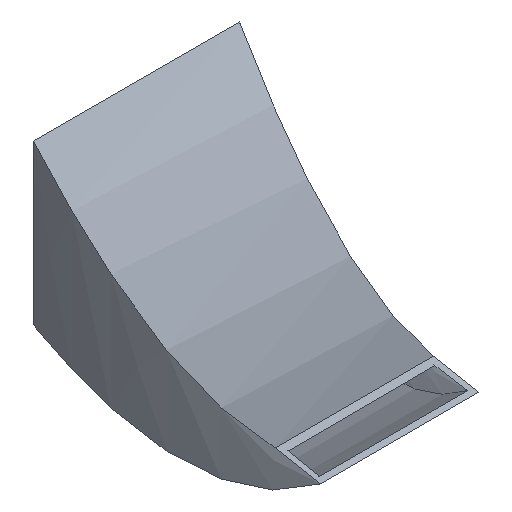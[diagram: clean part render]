
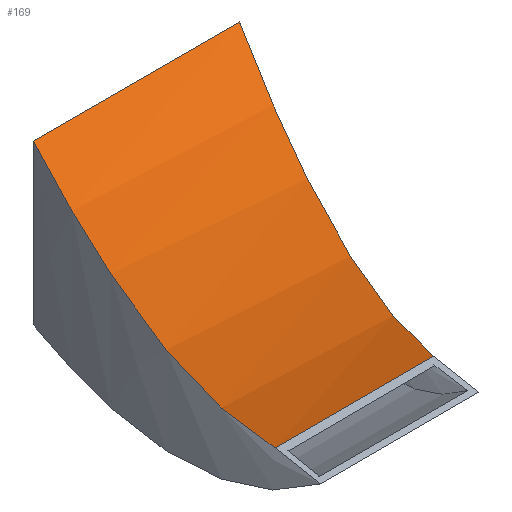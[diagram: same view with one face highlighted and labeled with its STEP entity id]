
A CAD part, isometric view. The second image highlights one B-rep face of the part: STEP entity #169.
In plain terms, the highlighted free-form (B-spline) face has degree [1, 7] with [2, 8] control points.
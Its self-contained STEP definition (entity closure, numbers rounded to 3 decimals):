
#21 = EDGE_CURVE('',#22,#24,#26,.T.);
#22 = VERTEX_POINT('',#23);
#23 = CARTESIAN_POINT('',(19.122,-15.506,
    -13.063));
#24 = VERTEX_POINT('',#25);
#25 = CARTESIAN_POINT('',(45.091,31.163,
    -18.462));
#26 = B_SPLINE_CURVE_WITH_KNOTS('',7,(#27,#28,#29,#30,#31,#32,#33,#34),
  .UNSPECIFIED.,.F.,.F.,(8,8),(4.196,4.828),
  .PIECEWISE_BEZIER_KNOTS.);
#27 = CARTESIAN_POINT('',(19.122,-15.506,
    -13.063));
#28 = CARTESIAN_POINT('',(22.67,-9.202,-16.137)
  );
#29 = CARTESIAN_POINT('',(26.335,-2.635,
    -18.473));
#30 = CARTESIAN_POINT('',(30.081,4.112,-20.039
    ));
#31 = CARTESIAN_POINT('',(33.868,10.952,
    -20.817));
#32 = CARTESIAN_POINT('',(37.658,17.798,
    -20.804));
#33 = CARTESIAN_POINT('',(41.411,24.563,
    -20.01));
#34 = CARTESIAN_POINT('',(45.091,31.163,
    -18.462));
#129 = VERTEX_POINT('',#130);
#130 = CARTESIAN_POINT('',(2.189,-15.53,
    -13.078));
#135 = EDGE_CURVE('',#129,#136,#138,.T.);
#136 = VERTEX_POINT('',#137);
#137 = CARTESIAN_POINT('',(23.071,31.159,
    -18.467));
#138 = B_SPLINE_CURVE_WITH_KNOTS('',7,(#139,#140,#141,#142,#143,#144,
    #145,#146),.UNSPECIFIED.,.F.,.F.,(8,8),(4.196,
    4.828),.PIECEWISE_BEZIER_KNOTS.);
#139 = CARTESIAN_POINT('',(2.189,-15.53,
    -13.078));
#140 = CARTESIAN_POINT('',(5.111,-8.997,
    -16.018));
#141 = CARTESIAN_POINT('',(8.113,-2.286,
    -18.229));
#142 = CARTESIAN_POINT('',(11.157,4.521,
    -19.702));
#143 = CARTESIAN_POINT('',(14.208,11.343,
    -20.441));
#144 = CARTESIAN_POINT('',(17.231,18.104,
    -20.461));
#145 = CARTESIAN_POINT('',(20.196,24.731,
    -19.791));
#146 = CARTESIAN_POINT('',(23.071,31.159,
    -18.467));
#169 = ADVANCED_FACE('',(#170),#184,.T.);
#170 = FACE_BOUND('',#171,.T.);
#171 = EDGE_LOOP('',(#172,#173,#178,#179));
#172 = ORIENTED_EDGE('',*,*,#135,.F.);
#173 = ORIENTED_EDGE('',*,*,#174,.T.);
#174 = EDGE_CURVE('',#129,#22,#175,.T.);
#175 = B_SPLINE_CURVE_WITH_KNOTS('',1,(#176,#177),.UNSPECIFIED.,.F.,.F.,
  (2,2),(3.,4.),.PIECEWISE_BEZIER_KNOTS.);
#176 = CARTESIAN_POINT('',(2.189,-15.53,
    -13.078));
#177 = CARTESIAN_POINT('',(19.122,-15.506,
    -13.063));
#178 = ORIENTED_EDGE('',*,*,#21,.T.);
#179 = ORIENTED_EDGE('',*,*,#180,.F.);
#180 = EDGE_CURVE('',#136,#24,#181,.T.);
#181 = B_SPLINE_CURVE_WITH_KNOTS('',1,(#182,#183),.UNSPECIFIED.,.F.,.F.,
  (2,2),(3.,4.),.PIECEWISE_BEZIER_KNOTS.);
#182 = CARTESIAN_POINT('',(23.071,31.159,
    -18.467));
#183 = CARTESIAN_POINT('',(45.091,31.163,
    -18.462));
#184 = B_SPLINE_SURFACE_WITH_KNOTS('',1,7,(
    (#185,#186,#187,#188,#189,#190,#191,#192)
    ,(#193,#194,#195,#196,#197,#198,#199,#200
  )),.UNSPECIFIED.,.F.,.F.,.F.,(2,2),(8,8),(3.,4.),(4.196,
    4.828),.PIECEWISE_BEZIER_KNOTS.);
#185 = CARTESIAN_POINT('',(2.189,-15.53,
    -13.078));
#186 = CARTESIAN_POINT('',(5.111,-8.997,
    -16.018));
#187 = CARTESIAN_POINT('',(8.113,-2.286,
    -18.229));
#188 = CARTESIAN_POINT('',(11.157,4.521,
    -19.702));
#189 = CARTESIAN_POINT('',(14.208,11.343,
    -20.441));
#190 = CARTESIAN_POINT('',(17.231,18.104,
    -20.461));
#191 = CARTESIAN_POINT('',(20.196,24.731,
    -19.791));
#192 = CARTESIAN_POINT('',(23.071,31.159,
    -18.467));
#193 = CARTESIAN_POINT('',(19.122,-15.506,
    -13.063));
#194 = CARTESIAN_POINT('',(22.67,-9.202,-16.137
    ));
#195 = CARTESIAN_POINT('',(26.335,-2.635,
    -18.473));
#196 = CARTESIAN_POINT('',(30.081,4.112,
    -20.039));
#197 = CARTESIAN_POINT('',(33.868,10.952,
    -20.817));
#198 = CARTESIAN_POINT('',(37.658,17.798,
    -20.804));
#199 = CARTESIAN_POINT('',(41.411,24.563,
    -20.01));
#200 = CARTESIAN_POINT('',(45.091,31.163,
    -18.462));
